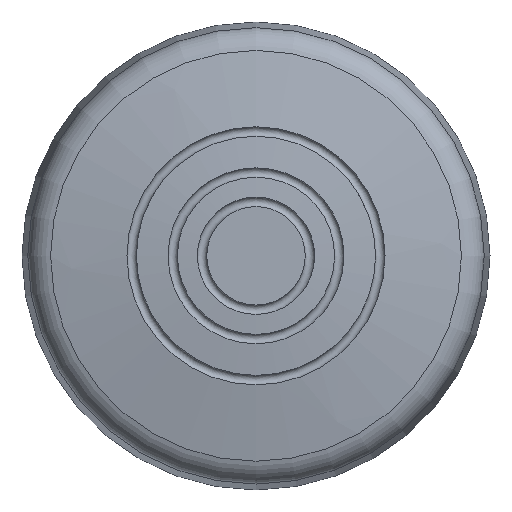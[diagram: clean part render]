
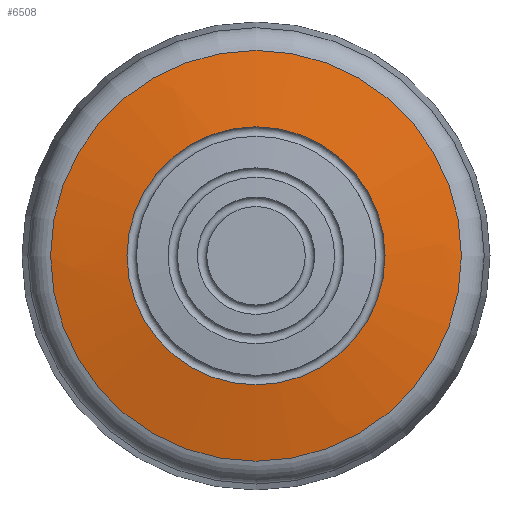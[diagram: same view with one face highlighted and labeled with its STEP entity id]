
A CAD part, top view. The second image highlights one B-rep face of the part: STEP entity #6508.
In plain terms, the highlighted spherical face has radius 80.098 mm.
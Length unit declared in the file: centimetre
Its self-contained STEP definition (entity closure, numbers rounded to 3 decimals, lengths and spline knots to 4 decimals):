
#16=SPHERICAL_SURFACE('',#7149,8.0098);
#1306=FACE_BOUND('',#2073,.T.);
#1651=FACE_OUTER_BOUND('',#2072,.T.);
#2072=EDGE_LOOP('',(#5859));
#2073=EDGE_LOOP('',(#5860));
#2406=CIRCLE('',#7148,1.7514);
#2407=CIRCLE('',#7150,1.1);
#3055=VERTEX_POINT('',#15411);
#3056=VERTEX_POINT('',#15414);
#3999=EDGE_CURVE('',#3055,#3055,#2406,.T.);
#4000=EDGE_CURVE('',#3056,#3056,#2407,.T.);
#5859=ORIENTED_EDGE('',*,*,#3999,.F.);
#5860=ORIENTED_EDGE('',*,*,#4000,.T.);
#6508=ADVANCED_FACE('',(#1651,#1306),#16,.T.);
#7148=AXIS2_PLACEMENT_3D('',#15412,#8740,#8741);
#7149=AXIS2_PLACEMENT_3D('',#15413,#8742,#8743);
#7150=AXIS2_PLACEMENT_3D('',#15415,#8744,#8745);
#8740=DIRECTION('center_axis',(0.,0.,
-1.));
#8741=DIRECTION('ref_axis',(0.866,-0.5,0.));
#8742=DIRECTION('center_axis',(-0.5,-0.866,0.));
#8743=DIRECTION('ref_axis',(0.866,-0.5,0.));
#8744=DIRECTION('center_axis',(0.,0.,
-1.));
#8745=DIRECTION('ref_axis',(0.866,-0.5,0.));
#15411=CARTESIAN_POINT('',(1.5168,-0.8756,2.1422));
#15412=CARTESIAN_POINT('Origin',(0.,0.,
2.1422));
#15413=CARTESIAN_POINT('Origin',(0.,0.,
-5.6738));
#15414=CARTESIAN_POINT('',(0.9527,-0.55,2.2601));
#15415=CARTESIAN_POINT('Origin',(0.,0.,
2.2601));
